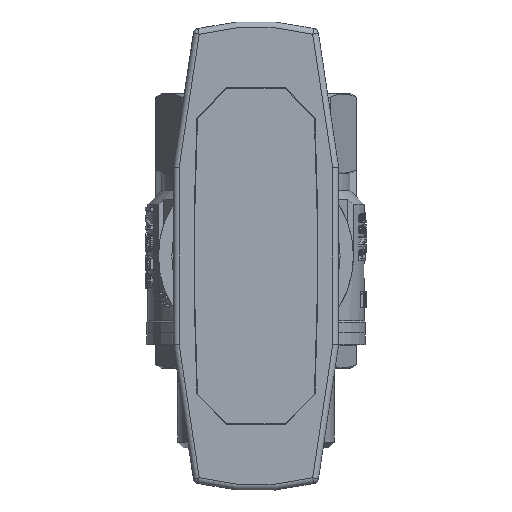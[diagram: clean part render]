
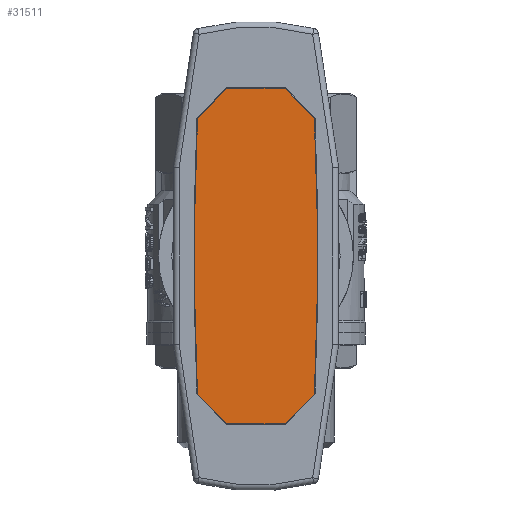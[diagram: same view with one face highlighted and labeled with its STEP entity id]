
A CAD part, left-side view. The second image highlights one B-rep face of the part: STEP entity #31511.
In plain terms, the highlighted face is planar.
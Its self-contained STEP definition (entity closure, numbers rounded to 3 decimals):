
#1192=PLANE('',#34813);
#4301=LINE('',#53544,#5748);
#4304=LINE('',#53550,#5751);
#4307=LINE('',#53556,#5754);
#4310=LINE('',#53565,#5757);
#4311=LINE('',#53567,#5758);
#4312=LINE('',#53569,#5759);
#5748=VECTOR('',#42695,1000.);
#5751=VECTOR('',#42700,1000.);
#5754=VECTOR('',#42705,1000.);
#5757=VECTOR('',#42716,1000.);
#5758=VECTOR('',#42717,1000.);
#5759=VECTOR('',#42718,1000.);
#12667=ORIENTED_EDGE('',*,*,#16222,.T.);
#12668=ORIENTED_EDGE('',*,*,#16226,.T.);
#12669=ORIENTED_EDGE('',*,*,#16229,.T.);
#12670=ORIENTED_EDGE('',*,*,#16232,.T.);
#12671=ORIENTED_EDGE('',*,*,#16235,.T.);
#12672=ORIENTED_EDGE('',*,*,#16237,.T.);
#12673=ORIENTED_EDGE('',*,*,#16238,.T.);
#12674=ORIENTED_EDGE('',*,*,#16239,.T.);
#16222=EDGE_CURVE('',#18593,#18592,#19036,.T.);
#16226=EDGE_CURVE('',#18592,#18596,#4301,.T.);
#16229=EDGE_CURVE('',#18596,#18598,#4304,.T.);
#16232=EDGE_CURVE('',#18598,#18600,#4307,.T.);
#16235=EDGE_CURVE('',#18600,#18602,#19038,.T.);
#16237=EDGE_CURVE('',#18602,#18603,#4310,.T.);
#16238=EDGE_CURVE('',#18603,#18604,#4311,.T.);
#16239=EDGE_CURVE('',#18604,#18593,#4312,.T.);
#18592=VERTEX_POINT('',#53534);
#18593=VERTEX_POINT('',#53536);
#18596=VERTEX_POINT('',#53543);
#18598=VERTEX_POINT('',#53549);
#18600=VERTEX_POINT('',#53555);
#18602=VERTEX_POINT('',#53561);
#18603=VERTEX_POINT('',#53566);
#18604=VERTEX_POINT('',#53568);
#19036=CIRCLE('',#34805,544.6);
#19038=CIRCLE('',#34811,544.6);
#20485=EDGE_LOOP('',(#12667,#12668,#12669,#12670,#12671,#12672,#12673,#12674));
#21955=FACE_BOUND('',#20485,.T.);
#31511=ADVANCED_FACE('',(#21955),#1192,.T.);
#34805=AXIS2_PLACEMENT_3D('',#53535,#42687,#42688);
#34811=AXIS2_PLACEMENT_3D('',#53562,#42710,#42711);
#34813=AXIS2_PLACEMENT_3D('',#53564,#42714,#42715);
#42687=DIRECTION('',(0.,1.,0.));
#42688=DIRECTION('',(-0.043,0.,0.999));
#42695=DIRECTION('',(0.723,0.,-0.69));
#42700=DIRECTION('',(0.,0.,-1.));
#42705=DIRECTION('',(-0.723,0.,-0.69));
#42710=DIRECTION('',(0.,1.,0.));
#42711=DIRECTION('',(0.043,0.,-0.999));
#42714=DIRECTION('',(0.,1.,0.));
#42715=DIRECTION('',(1.,0.,0.));
#42716=DIRECTION('',(-0.707,0.,0.707));
#42717=DIRECTION('',(0.,0.,1.));
#42718=DIRECTION('',(0.707,0.,0.707));
#53534=CARTESIAN_POINT('',(23.213,2.1,9.9));
#53535=CARTESIAN_POINT('',(-0.119,2.1,-534.2));
#53536=CARTESIAN_POINT('',(-23.45,2.1,9.9));
#53543=CARTESIAN_POINT('',(28.4,2.1,4.95));
#53544=CARTESIAN_POINT('',(23.213,2.1,9.9));
#53549=CARTESIAN_POINT('',(28.4,2.1,-4.95));
#53550=CARTESIAN_POINT('',(28.4,2.1,4.95));
#53555=CARTESIAN_POINT('',(23.213,2.1,-9.9));
#53556=CARTESIAN_POINT('',(28.4,2.1,-4.95));
#53561=CARTESIAN_POINT('',(-23.45,2.1,-9.9));
#53562=CARTESIAN_POINT('',(-0.119,2.1,534.2));
#53564=CARTESIAN_POINT('',(0.,2.1,0.));
#53565=CARTESIAN_POINT('',(-23.45,2.1,-9.9));
#53566=CARTESIAN_POINT('',(-28.4,2.1,-4.95));
#53567=CARTESIAN_POINT('',(-28.4,2.1,-4.95));
#53568=CARTESIAN_POINT('',(-28.4,2.1,4.95));
#53569=CARTESIAN_POINT('',(-28.4,2.1,4.95));
